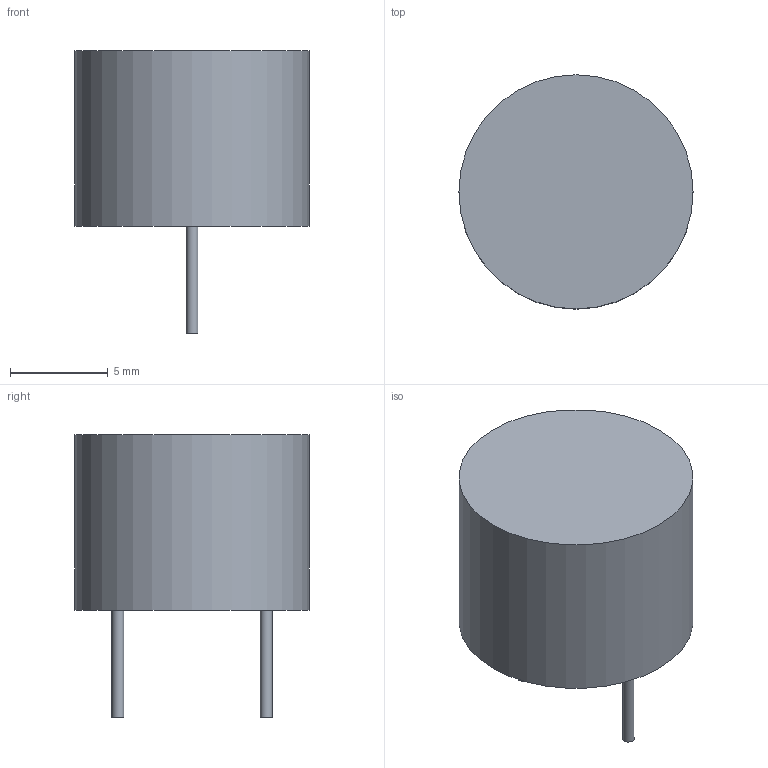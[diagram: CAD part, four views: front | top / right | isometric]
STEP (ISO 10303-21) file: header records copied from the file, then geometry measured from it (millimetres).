
FILE_DESCRIPTION(('FreeCAD Model'),'2;1');
FILE_NAME('Pad001.step', '2017-06-05T14:19:54',('kicad StepUp'),('ksu MCAD'), 'Open CASCADE STEP processor 6.8','FreeCAD','Unknown');
FILE_SCHEMA(('AUTOMOTIVE_DESIGN_CC2 { 1 2 10303 214 -1 1 5 4 }'));
Length unit declared in the file: millimetre
Products named in the file (2): ASSEMBLY; Pad001
Assembly tree (1 placements, depth 2):
  ASSEMBLY
    Pad001
Bounding box: 12 x 12 x 14.5 mm (x, y, z)
Volume: 1021 mm3; surface area: 586.2 mm2
Topology: 1 solids, 1 shells, 7 faces, 9 edges, 6 vertices
Faces by surface type: plane 4, cylinder 3
Full cylindrical faces by diameter (mm): 0.6 x2, 12 x1
Entity records: 188 total; most frequent: DIRECTION 33, CARTESIAN_POINT 24, ORIENTED_EDGE 18, AXIS2_PLACEMENT_3D 15, FACE_BOUND 9, EDGE_LOOP 9, EDGE_CURVE 9, ADVANCED_FACE 7
